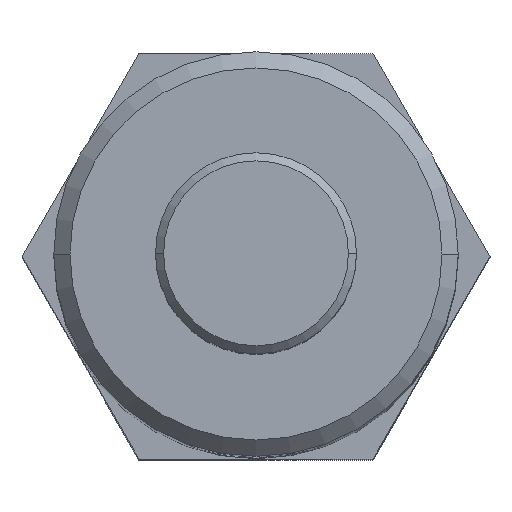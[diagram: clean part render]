
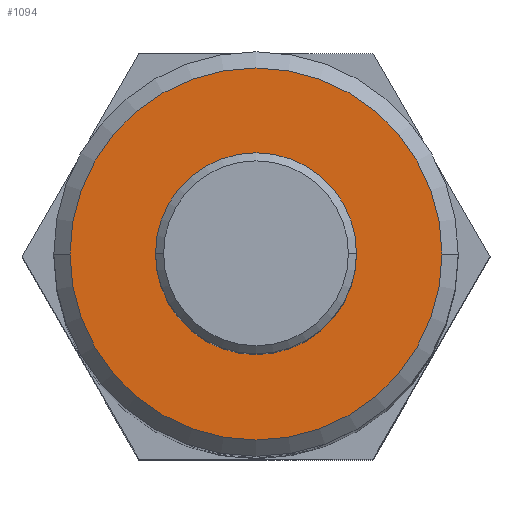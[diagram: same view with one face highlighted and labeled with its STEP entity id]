
A CAD part, top view. The second image highlights one B-rep face of the part: STEP entity #1094.
In plain terms, the highlighted planar face has unit normal (0, 0, 1).
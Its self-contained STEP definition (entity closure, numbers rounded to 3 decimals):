
#1 = AXIS2_PLACEMENT_3D ( 'NONE', #219, #210, #168 ) ;
#61 = CIRCLE ( 'NONE', #1365, 3.15 ) ;
#133 = EDGE_LOOP ( 'NONE', ( #814, #643 ) ) ;
#158 = EDGE_CURVE ( 'NONE', #1289, #884, #1075, .T. ) ;
#168 = DIRECTION ( 'NONE',  ( 1., 0., 0. ) ) ;
#210 = DIRECTION ( 'NONE',  ( 0., 0., 1. ) ) ;
#219 = CARTESIAN_POINT ( 'NONE',  ( 9.053, 0., 63.068 ) ) ;
#273 = CIRCLE ( 'NONE', #1, 3.15 ) ;
#328 = DIRECTION ( 'NONE',  ( 1., 0., 0. ) ) ;
#335 = CARTESIAN_POINT ( 'NONE',  ( 3.224, 0., 63.068 ) ) ;
#339 = DIRECTION ( 'NONE',  ( 0., 0., 1. ) ) ;
#347 = FACE_OUTER_BOUND ( 'NONE', #933, .T. ) ;
#353 = EDGE_CURVE ( 'NONE', #884, #1289, #897, .T. ) ;
#376 = CARTESIAN_POINT ( 'NONE',  ( 9.053, 0., 63.068 ) ) ;
#377 = ORIENTED_EDGE ( 'NONE', *, *, #158, .T. ) ;
#429 = EDGE_CURVE ( 'NONE', #485, #886, #273, .T. ) ;
#485 = VERTEX_POINT ( 'NONE', #846 ) ;
#523 = DIRECTION ( 'NONE',  ( 1., 0., 0. ) ) ;
#531 = DIRECTION ( 'NONE',  ( 0., 0., 1. ) ) ;
#537 = PLANE ( 'NONE',  #1176 ) ;
#546 = CARTESIAN_POINT ( 'NONE',  ( 9.053, 0., 63.068 ) ) ;
#627 = CARTESIAN_POINT ( 'NONE',  ( 5.904, 0., 63.068 ) ) ;
#643 = ORIENTED_EDGE ( 'NONE', *, *, #429, .F. ) ;
#683 = CARTESIAN_POINT ( 'NONE',  ( 14.883, 0., 63.068 ) ) ;
#710 = DIRECTION ( 'NONE',  ( 1., 0., 0. ) ) ;
#715 = DIRECTION ( 'NONE',  ( 0., 0., 1. ) ) ;
#728 = CARTESIAN_POINT ( 'NONE',  ( 9.053, 0., 63.068 ) ) ;
#814 = ORIENTED_EDGE ( 'NONE', *, *, #904, .F. ) ;
#846 = CARTESIAN_POINT ( 'NONE',  ( 12.203, 0., 63.068 ) ) ;
#884 = VERTEX_POINT ( 'NONE', #683 ) ;
#886 = VERTEX_POINT ( 'NONE', #627 ) ;
#897 = CIRCLE ( 'NONE', #1048, 5.829 ) ;
#904 = EDGE_CURVE ( 'NONE', #886, #485, #61, .T. ) ;
#933 = EDGE_LOOP ( 'NONE', ( #377, #1080 ) ) ;
#1041 = DIRECTION ( 'NONE',  ( 1., 0., 0. ) ) ;
#1047 = DIRECTION ( 'NONE',  ( 0., 0., 1. ) ) ;
#1048 = AXIS2_PLACEMENT_3D ( 'NONE', #1083, #1047, #1041 ) ;
#1075 = CIRCLE ( 'NONE', #1345, 5.829 ) ;
#1080 = ORIENTED_EDGE ( 'NONE', *, *, #353, .T. ) ;
#1083 = CARTESIAN_POINT ( 'NONE',  ( 9.053, 0., 63.068 ) ) ;
#1094 = ADVANCED_FACE ( 'NONE', ( #347, #1166 ), #537, .T. ) ;
#1166 = FACE_BOUND ( 'NONE', #133, .T. ) ;
#1176 = AXIS2_PLACEMENT_3D ( 'NONE', #546, #531, #523 ) ;
#1289 = VERTEX_POINT ( 'NONE', #335 ) ;
#1345 = AXIS2_PLACEMENT_3D ( 'NONE', #728, #715, #710 ) ;
#1365 = AXIS2_PLACEMENT_3D ( 'NONE', #376, #339, #328 ) ;
